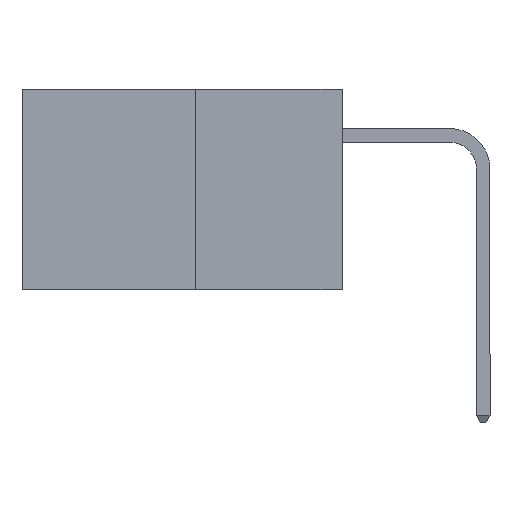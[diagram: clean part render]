
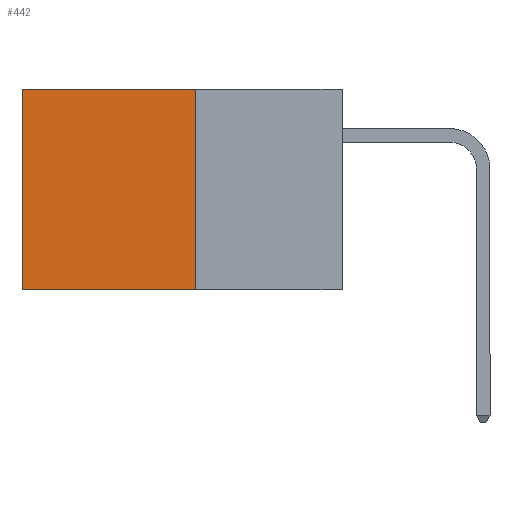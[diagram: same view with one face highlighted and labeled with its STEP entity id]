
A CAD part, left-side view. The second image highlights one B-rep face of the part: STEP entity #442.
In plain terms, the highlighted planar face has unit normal (-1, 0, 0).
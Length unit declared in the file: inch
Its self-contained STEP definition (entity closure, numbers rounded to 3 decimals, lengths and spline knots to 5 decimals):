
#442 = ADVANCED_FACE ( 'NONE', ( #10624 ), #27930, .F. ) ;
#1370 = LINE ( 'NONE', #7973, #17088 ) ;
#1463 = VECTOR ( 'NONE', #21064, 39.37008 ) ;
#1579 = CARTESIAN_POINT ( 'NONE',  ( 0.277, 0.59, 0. ) ) ;
#3614 = VECTOR ( 'NONE', #4731, 39.37008 ) ;
#4078 = CARTESIAN_POINT ( 'NONE',  ( 0.277, 0.27, -0.37 ) ) ;
#4731 = DIRECTION ( 'NONE',  ( 0., 0., -1. ) ) ;
#4885 = CARTESIAN_POINT ( 'NONE',  ( 0.277, 0.27, 0. ) ) ;
#5073 = LINE ( 'NONE', #5634, #17614 ) ;
#5223 = LINE ( 'NONE', #7273, #3614 ) ;
#5634 = CARTESIAN_POINT ( 'NONE',  ( 0.277, 0.59, -0.37 ) ) ;
#5881 = CARTESIAN_POINT ( 'NONE',  ( 0.277, 0.27, -0.37 ) ) ;
#6374 = ORIENTED_EDGE ( 'NONE', *, *, #10128, .F. ) ;
#7011 = AXIS2_PLACEMENT_3D ( 'NONE', #5881, #31487, #32171 ) ;
#7273 = CARTESIAN_POINT ( 'NONE',  ( 0.277, 0.27, -0.37 ) ) ;
#7396 = ORIENTED_EDGE ( 'NONE', *, *, #13376, .T. ) ;
#7973 = CARTESIAN_POINT ( 'NONE',  ( 0.277, 0.27, -0.37 ) ) ;
#8175 = DIRECTION ( 'NONE',  ( 0., 0., -1. ) ) ;
#8267 = VERTEX_POINT ( 'NONE', #28976 ) ;
#10128 = EDGE_CURVE ( 'NONE', #20034, #8267, #1370, .T. ) ;
#10624 = FACE_OUTER_BOUND ( 'NONE', #12096, .T. ) ;
#11265 = EDGE_CURVE ( 'NONE', #13312, #20034, #5223, .T. ) ;
#12096 = EDGE_LOOP ( 'NONE', ( #7396, #6374, #27808, #28047 ) ) ;
#13312 = VERTEX_POINT ( 'NONE', #4885 ) ;
#13376 = EDGE_CURVE ( 'NONE', #14759, #8267, #5073, .T. ) ;
#14759 = VERTEX_POINT ( 'NONE', #1579 ) ;
#14870 = LINE ( 'NONE', #18397, #1463 ) ;
#15781 = EDGE_CURVE ( 'NONE', #13312, #14759, #14870, .T. ) ;
#17088 = VECTOR ( 'NONE', #30572, 39.37008 ) ;
#17614 = VECTOR ( 'NONE', #8175, 39.37008 ) ;
#18397 = CARTESIAN_POINT ( 'NONE',  ( 0.277, 0.27, 0. ) ) ;
#20034 = VERTEX_POINT ( 'NONE', #4078 ) ;
#21064 = DIRECTION ( 'NONE',  ( 0., 1., 0. ) ) ;
#27808 = ORIENTED_EDGE ( 'NONE', *, *, #11265, .F. ) ;
#27930 = PLANE ( 'NONE',  #7011 ) ;
#28047 = ORIENTED_EDGE ( 'NONE', *, *, #15781, .T. ) ;
#28976 = CARTESIAN_POINT ( 'NONE',  ( 0.277, 0.59, -0.37 ) ) ;
#30572 = DIRECTION ( 'NONE',  ( 0., 1., 0. ) ) ;
#31487 = DIRECTION ( 'NONE',  ( 1., 0., 0. ) ) ;
#32171 = DIRECTION ( 'NONE',  ( 0., 0., -1. ) ) ;
